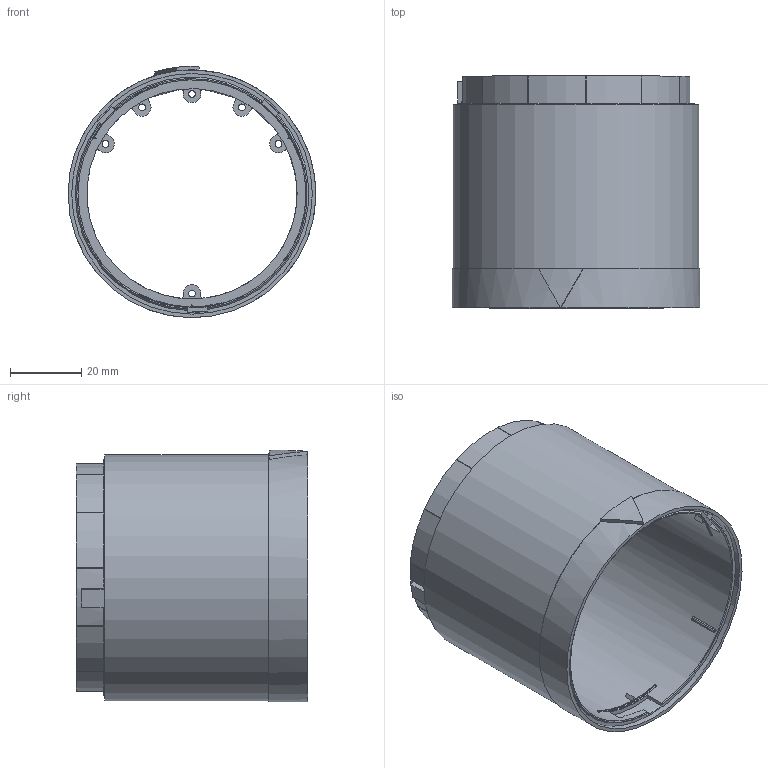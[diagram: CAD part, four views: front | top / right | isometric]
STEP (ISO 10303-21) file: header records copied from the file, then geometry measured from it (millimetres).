
FILE_DESCRIPTION(/* description */ (''),/* implementation_level */ '2;1');
FILE_NAME(/* name */ '40378-011_1_1_1.stp',/* time_stamp */ '2017-01-08T10:53:14-05:00',/* author */ ('jeff1'),/* organization */ (''),/* preprocessor_version */ 'ST-DEVELOPER v16.5',/* originating_system */ 'Autodesk Inventor 2017',/* authorisation */ '');
FILE_SCHEMA (('AUTOMOTIVE_DESIGN { 1 0 10303 214 3 1 1 }'));
Length unit declared in the file: inch
Products named in the file (1): 40378-011_1_1_1
Bounding box: 69.5 x 65 x 70.5 mm (x, y, z)
Volume: 35226.4 mm3; surface area: 30119.8 mm2
Topology: 1 solids, 1 shells, 194 faces, 533 edges, 350 vertices
Faces by surface type: plane 109, cylinder 59, cone 11, torus 9, bspline 6
Full cylindrical faces by diameter (mm): 1.9 x6, 4 x6, 59 x1, 61 x1, 64 x1, 67.5 x1, 69 x1, 69.5 x1
Entity records: 6199 total; most frequent: CARTESIAN_POINT 1173, DIRECTION 1093, ORIENTED_EDGE 996, EDGE_CURVE 498, AXIS2_PLACEMENT_3D 407, VERTEX_POINT 340, LINE 279, VECTOR 279
